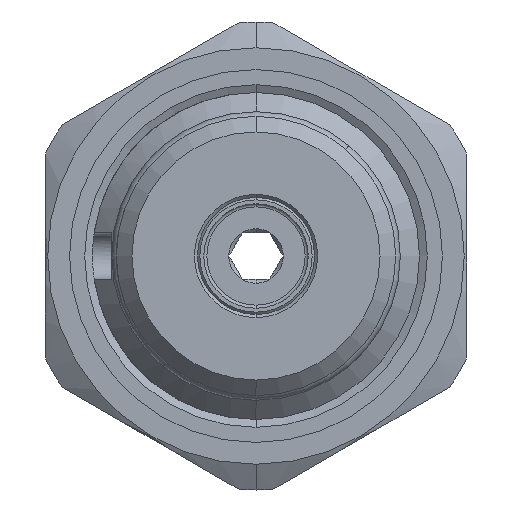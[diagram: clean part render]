
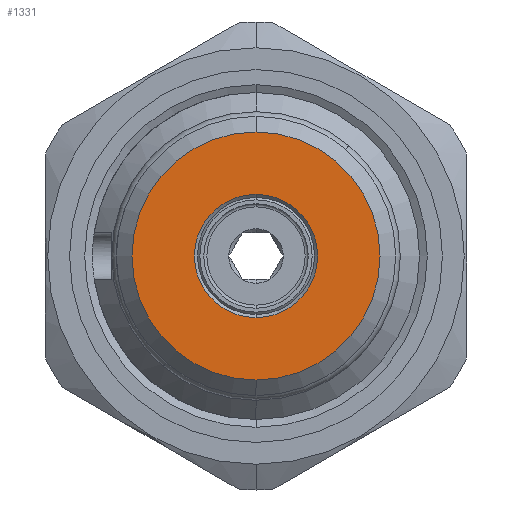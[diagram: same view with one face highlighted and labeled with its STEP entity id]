
A CAD part, front view. The second image highlights one B-rep face of the part: STEP entity #1331.
In plain terms, the highlighted planar face has unit normal (0, -1, 0).
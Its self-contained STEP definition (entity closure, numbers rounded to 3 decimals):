
#80 = DIRECTION ( 'NONE',  ( 0., 0., -1. ) ) ;
#184 = CIRCLE ( 'NONE', #1245, 3.95 ) ;
#376 = CARTESIAN_POINT ( 'NONE',  ( 0., -27., 3.95 ) ) ;
#587 = DIRECTION ( 'NONE',  ( 0., 0., -1. ) ) ;
#865 = ORIENTED_EDGE ( 'NONE', *, *, #6388, .F. ) ;
#901 = ORIENTED_EDGE ( 'NONE', *, *, #3513, .T. ) ;
#1245 = AXIS2_PLACEMENT_3D ( 'NONE', #5687, #6192, #3101 ) ;
#1331 = ADVANCED_FACE ( 'NONE', ( #6055, #2446 ), #4503, .F. ) ;
#1360 = CARTESIAN_POINT ( 'NONE',  ( 0., -27., 0. ) ) ;
#1546 = VERTEX_POINT ( 'NONE', #376 ) ;
#1893 = ORIENTED_EDGE ( 'NONE', *, *, #4493, .F. ) ;
#1944 = DIRECTION ( 'NONE',  ( 0., 0., -1. ) ) ;
#2446 = FACE_BOUND ( 'NONE', #5744, .T. ) ;
#2486 = AXIS2_PLACEMENT_3D ( 'NONE', #4604, #6022, #6156 ) ;
#2558 = CARTESIAN_POINT ( 'NONE',  ( 0., -27., 0. ) ) ;
#2635 = CIRCLE ( 'NONE', #3167, 3.95 ) ;
#2944 = VERTEX_POINT ( 'NONE', #5255 ) ;
#3101 = DIRECTION ( 'NONE',  ( 0., 0., -1. ) ) ;
#3167 = AXIS2_PLACEMENT_3D ( 'NONE', #1360, #4439, #1944 ) ;
#3513 = EDGE_CURVE ( 'NONE', #3515, #3711, #3613, .T. ) ;
#3515 = VERTEX_POINT ( 'NONE', #4605 ) ;
#3573 = DIRECTION ( 'NONE',  ( 0., -1., 0. ) ) ;
#3613 = CIRCLE ( 'NONE', #6137, 7.95 ) ;
#3711 = VERTEX_POINT ( 'NONE', #4752 ) ;
#3982 = EDGE_CURVE ( 'NONE', #3711, #3515, #4888, .T. ) ;
#4033 = AXIS2_PLACEMENT_3D ( 'NONE', #2558, #3573, #587 ) ;
#4143 = CARTESIAN_POINT ( 'NONE',  ( 0., -27., 0. ) ) ;
#4439 = DIRECTION ( 'NONE',  ( 0., -1., 0. ) ) ;
#4493 = EDGE_CURVE ( 'NONE', #1546, #2944, #2635, .T. ) ;
#4503 = PLANE ( 'NONE',  #2486 ) ;
#4604 = CARTESIAN_POINT ( 'NONE',  ( -13.5, -27., -7.794 ) ) ;
#4605 = CARTESIAN_POINT ( 'NONE',  ( 0., -27., -7.95 ) ) ;
#4752 = CARTESIAN_POINT ( 'NONE',  ( 0., -27., 7.95 ) ) ;
#4816 = EDGE_LOOP ( 'NONE', ( #5615, #901 ) ) ;
#4888 = CIRCLE ( 'NONE', #4033, 7.95 ) ;
#5103 = DIRECTION ( 'NONE',  ( 0., -1., 0. ) ) ;
#5255 = CARTESIAN_POINT ( 'NONE',  ( 0., -27., -3.95 ) ) ;
#5615 = ORIENTED_EDGE ( 'NONE', *, *, #3982, .T. ) ;
#5687 = CARTESIAN_POINT ( 'NONE',  ( 0., -27., 0. ) ) ;
#5744 = EDGE_LOOP ( 'NONE', ( #865, #1893 ) ) ;
#6022 = DIRECTION ( 'NONE',  ( 0., 1., 0. ) ) ;
#6055 = FACE_OUTER_BOUND ( 'NONE', #4816, .T. ) ;
#6137 = AXIS2_PLACEMENT_3D ( 'NONE', #4143, #5103, #80 ) ;
#6156 = DIRECTION ( 'NONE',  ( 1., 0., 0. ) ) ;
#6192 = DIRECTION ( 'NONE',  ( 0., -1., 0. ) ) ;
#6388 = EDGE_CURVE ( 'NONE', #2944, #1546, #184, .T. ) ;
